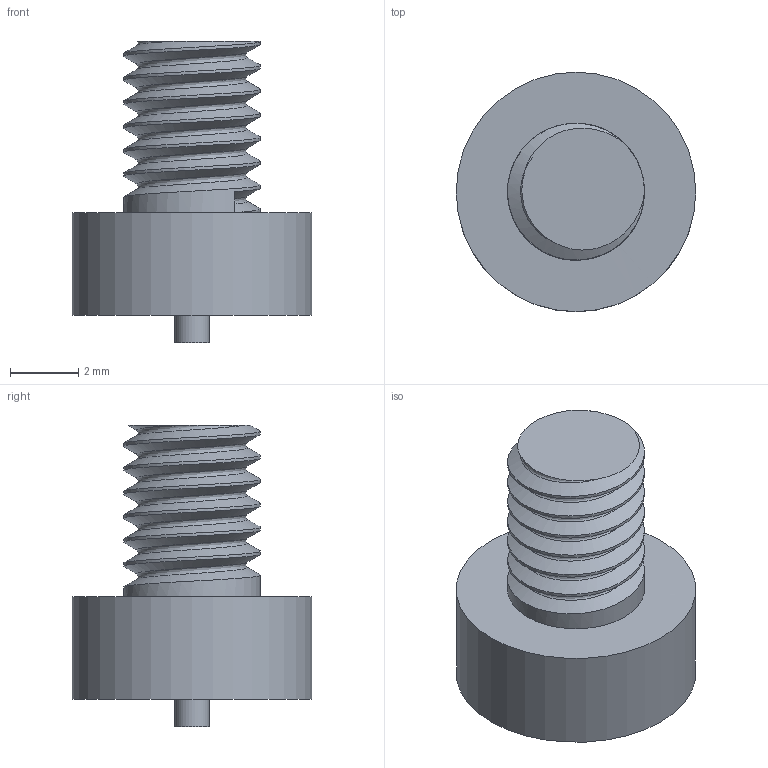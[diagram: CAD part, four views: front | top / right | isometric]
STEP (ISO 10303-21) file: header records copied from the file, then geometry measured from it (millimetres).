
FILE_DESCRIPTION(/* description */ ('Unknown'),/* implementation_level */ '2;1');
FILE_NAME(/* name */ 'MP_Wurth_WP-SMSH_7466114',/* time_stamp */ '2026-01-20T16:36:28+08:00',/* author */ ('Unknown'),/* organization */ ('Unknown'),/* preprocessor_version */ 'ST-DEVELOPER v19.4',/* originating_system */ 'Solid Edge',/* authorisation */ 'Unknown');
FILE_SCHEMA (('AUTOMOTIVE_DESIGN {1 0 10303 214 3 1 1}'));
Length unit declared in the file: millimetre
Products named in the file (2): MP_Wurth_WP-SMSH_7466114
Assembly tree (1 placements, depth 2):
  MP_Wurth_WP-SMSH_7466114
    MP_Wurth_WP-SMSH_7466114
Bounding box: 7 x 7 x 8.8 mm (x, y, z)
Volume: 165.8 mm3; surface area: 233.5 mm2
Topology: 1 solids, 1 shells, 11 faces, 20 edges, 13 vertices
Faces by surface type: plane 5, cylinder 3, bspline 3
Full cylindrical faces by diameter (mm): 1 x1, 7 x1
Entity records: 1727 total; most frequent: CARTESIAN_POINT 1500, ORIENTED_EDGE 36, DIRECTION 32, EDGE_CURVE 18, AXIS2_PLACEMENT_3D 16, EDGE_LOOP 15, FACE_BOUND 15, VERTEX_POINT 13
